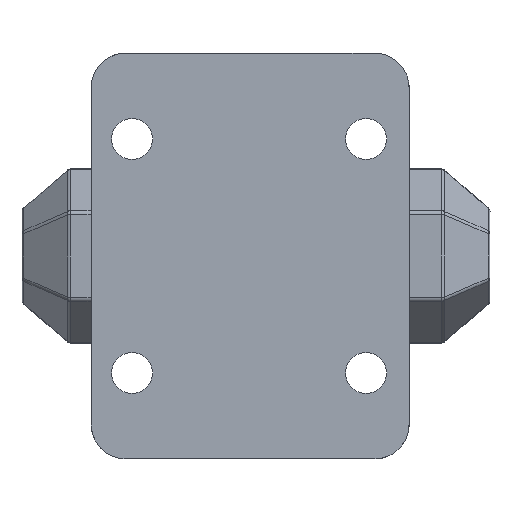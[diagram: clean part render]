
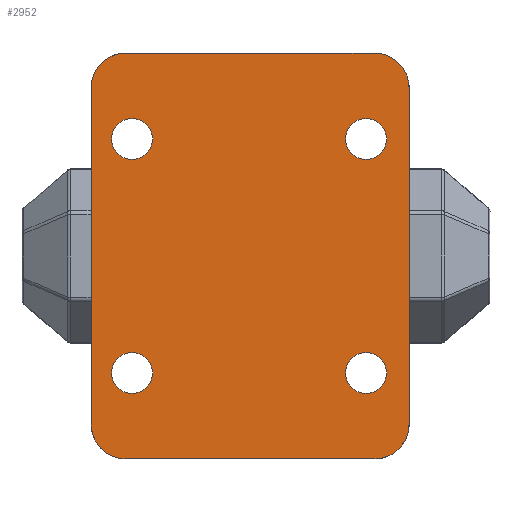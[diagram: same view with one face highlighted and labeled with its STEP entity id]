
A CAD part, front view. The second image highlights one B-rep face of the part: STEP entity #2952.
In plain terms, the highlighted planar face has unit normal (0, -1, 0).
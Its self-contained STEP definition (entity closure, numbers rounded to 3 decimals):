
#195=FACE_BOUND('',#561,.T.);
#196=FACE_BOUND('',#562,.T.);
#197=FACE_BOUND('',#563,.T.);
#198=FACE_BOUND('',#564,.T.);
#366=FACE_OUTER_BOUND('',#560,.T.);
#560=EDGE_LOOP('',(#2590,#2591,#2592,#2593,#2594,#2595,#2596,#2597,#2598,
#2599,#2600));
#561=EDGE_LOOP('',(#2601));
#562=EDGE_LOOP('',(#2602));
#563=EDGE_LOOP('',(#2603));
#564=EDGE_LOOP('',(#2604));
#724=CIRCLE('',#3280,1.75);
#726=CIRCLE('',#3283,1.75);
#727=CIRCLE('',#3285,1.75);
#728=CIRCLE('',#3287,1.75);
#729=CIRCLE('',#3290,1.);
#730=CIRCLE('',#3291,3.);
#731=CIRCLE('',#3292,3.);
#732=CIRCLE('',#3293,3.);
#733=CIRCLE('',#3294,3.);
#734=CIRCLE('',#3295,3.);
#893=LINE('',#5367,#1125);
#952=LINE('',#5549,#1184);
#954=LINE('',#5553,#1186);
#955=LINE('',#5559,#1187);
#956=LINE('',#5566,#1188);
#1125=VECTOR('',#3934,10.);
#1184=VECTOR('',#4119,10.);
#1186=VECTOR('',#4123,10.);
#1187=VECTOR('',#4128,10.);
#1188=VECTOR('',#4135,10.);
#1377=VERTEX_POINT('',#5364);
#1378=VERTEX_POINT('',#5366);
#1431=VERTEX_POINT('',#5525);
#1433=VERTEX_POINT('',#5531);
#1434=VERTEX_POINT('',#5535);
#1435=VERTEX_POINT('',#5539);
#1437=VERTEX_POINT('',#5546);
#1438=VERTEX_POINT('',#5548);
#1439=VERTEX_POINT('',#5552);
#1440=VERTEX_POINT('',#5554);
#1441=VERTEX_POINT('',#5556);
#1442=VERTEX_POINT('',#5558);
#1443=VERTEX_POINT('',#5560);
#1444=VERTEX_POINT('',#5563);
#1445=VERTEX_POINT('',#5565);
#1754=EDGE_CURVE('',#1377,#1378,#893,.T.);
#1834=EDGE_CURVE('',#1431,#1431,#724,.T.);
#1837=EDGE_CURVE('',#1433,#1433,#726,.T.);
#1839=EDGE_CURVE('',#1434,#1434,#727,.T.);
#1841=EDGE_CURVE('',#1435,#1435,#728,.T.);
#1845=EDGE_CURVE('',#1438,#1437,#952,.T.);
#1847=EDGE_CURVE('',#1437,#1439,#954,.T.);
#1848=EDGE_CURVE('',#1440,#1439,#729,.T.);
#1849=EDGE_CURVE('',#1440,#1441,#730,.T.);
#1850=EDGE_CURVE('',#1441,#1442,#955,.T.);
#1851=EDGE_CURVE('',#1442,#1443,#731,.T.);
#1852=EDGE_CURVE('',#1443,#1378,#732,.T.);
#1853=EDGE_CURVE('',#1377,#1444,#733,.T.);
#1854=EDGE_CURVE('',#1444,#1445,#956,.T.);
#1855=EDGE_CURVE('',#1445,#1438,#734,.T.);
#2590=ORIENTED_EDGE('',*,*,#1845,.T.);
#2591=ORIENTED_EDGE('',*,*,#1847,.T.);
#2592=ORIENTED_EDGE('',*,*,#1848,.F.);
#2593=ORIENTED_EDGE('',*,*,#1849,.T.);
#2594=ORIENTED_EDGE('',*,*,#1850,.T.);
#2595=ORIENTED_EDGE('',*,*,#1851,.T.);
#2596=ORIENTED_EDGE('',*,*,#1852,.T.);
#2597=ORIENTED_EDGE('',*,*,#1754,.F.);
#2598=ORIENTED_EDGE('',*,*,#1853,.T.);
#2599=ORIENTED_EDGE('',*,*,#1854,.T.);
#2600=ORIENTED_EDGE('',*,*,#1855,.T.);
#2601=ORIENTED_EDGE('',*,*,#1834,.T.);
#2602=ORIENTED_EDGE('',*,*,#1837,.T.);
#2603=ORIENTED_EDGE('',*,*,#1839,.T.);
#2604=ORIENTED_EDGE('',*,*,#1841,.T.);
#2777=PLANE('',#3289);
#2952=ADVANCED_FACE('',(#366,#195,#196,#197,#198),#2777,.F.);
#3280=AXIS2_PLACEMENT_3D('',#5527,#4095,#4096);
#3283=AXIS2_PLACEMENT_3D('',#5533,#4102,#4103);
#3285=AXIS2_PLACEMENT_3D('',#5537,#4107,#4108);
#3287=AXIS2_PLACEMENT_3D('',#5541,#4112,#4113);
#3289=AXIS2_PLACEMENT_3D('',#5551,#4121,#4122);
#3290=AXIS2_PLACEMENT_3D('',#5555,#4124,#4125);
#3291=AXIS2_PLACEMENT_3D('',#5557,#4126,#4127);
#3292=AXIS2_PLACEMENT_3D('',#5561,#4129,#4130);
#3293=AXIS2_PLACEMENT_3D('',#5562,#4131,#4132);
#3294=AXIS2_PLACEMENT_3D('',#5564,#4133,#4134);
#3295=AXIS2_PLACEMENT_3D('',#5567,#4136,#4137);
#3934=DIRECTION('',(-1.,0.,0.));
#4095=DIRECTION('center_axis',(0.,1.,0.));
#4096=DIRECTION('ref_axis',(1.,0.,0.));
#4102=DIRECTION('center_axis',(0.,1.,0.));
#4103=DIRECTION('ref_axis',(1.,0.,0.));
#4107=DIRECTION('center_axis',(0.,1.,0.));
#4108=DIRECTION('ref_axis',(1.,0.,0.));
#4112=DIRECTION('center_axis',(0.,1.,0.));
#4113=DIRECTION('ref_axis',(1.,0.,0.));
#4119=DIRECTION('',(-1.,0.,0.));
#4121=DIRECTION('center_axis',(0.,1.,0.));
#4122=DIRECTION('ref_axis',(-1.,0.,0.));
#4123=DIRECTION('',(-1.,0.,0.));
#4124=DIRECTION('center_axis',(0.,1.,0.));
#4125=DIRECTION('ref_axis',(-0.707,0.,0.707));
#4126=DIRECTION('center_axis',(0.,-1.,0.));
#4127=DIRECTION('ref_axis',(-1.,0.,0.));
#4128=DIRECTION('',(0.,0.,-1.));
#4129=DIRECTION('center_axis',(0.,-1.,0.));
#4130=DIRECTION('ref_axis',(0.,0.,-1.));
#4131=DIRECTION('center_axis',(0.,-1.,0.));
#4132=DIRECTION('ref_axis',(-0.707,0.,-0.707));
#4133=DIRECTION('center_axis',(0.,-1.,0.));
#4134=DIRECTION('ref_axis',(1.,0.,0.));
#4135=DIRECTION('',(0.,0.,1.));
#4136=DIRECTION('center_axis',(0.,-1.,0.));
#4137=DIRECTION('ref_axis',(0.,0.,1.));
#5364=CARTESIAN_POINT('',(24.253,-3.,-34.699));
#5366=CARTESIAN_POINT('',(3.,-3.,-34.7));
#5367=CARTESIAN_POINT('',(27.363,-3.,-34.699));
#5525=CARTESIAN_POINT('',(21.75,-3.,-27.35));
#5527=CARTESIAN_POINT('Origin',(23.5,-3.,-27.35));
#5531=CARTESIAN_POINT('',(21.75,-3.,-7.35));
#5533=CARTESIAN_POINT('Origin',(23.5,-3.,-7.35));
#5535=CARTESIAN_POINT('',(1.75,-3.,-27.35));
#5537=CARTESIAN_POINT('Origin',(3.5,-3.,-27.35));
#5539=CARTESIAN_POINT('',(1.75,-3.,-7.35));
#5541=CARTESIAN_POINT('Origin',(3.5,-3.,-7.35));
#5546=CARTESIAN_POINT('',(6.782,-3.,0.));
#5548=CARTESIAN_POINT('',(24.182,-3.,0.));
#5549=CARTESIAN_POINT('',(27.182,-3.,0.));
#5551=CARTESIAN_POINT('Origin',(13.681,-3.,-17.35));
#5552=CARTESIAN_POINT('',(3.,-3.,0.));
#5553=CARTESIAN_POINT('',(27.182,-3.,0.));
#5554=CARTESIAN_POINT('',(2.999,-3.,0.));
#5555=CARTESIAN_POINT('Origin',(3.,-3.,-1.));
#5556=CARTESIAN_POINT('',(0.,-3.,-3.));
#5557=CARTESIAN_POINT('Origin',(3.,-3.,-3.));
#5558=CARTESIAN_POINT('',(0.,-3.,-31.7));
#5559=CARTESIAN_POINT('',(0.,-3.,-24.525));
#5560=CARTESIAN_POINT('',(0.879,-3.,-33.821));
#5561=CARTESIAN_POINT('Origin',(3.,-3.,-31.7));
#5562=CARTESIAN_POINT('Origin',(3.,-3.,-31.7));
#5563=CARTESIAN_POINT('',(27.182,-3.,-31.7));
#5564=CARTESIAN_POINT('Origin',(24.182,-3.,-31.7));
#5565=CARTESIAN_POINT('',(27.182,-3.,-3.));
#5566=CARTESIAN_POINT('',(27.182,-3.,-10.175));
#5567=CARTESIAN_POINT('Origin',(24.182,-3.,-3.));
